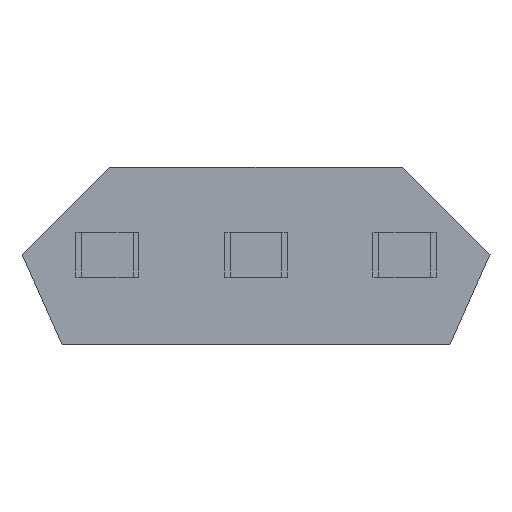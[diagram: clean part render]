
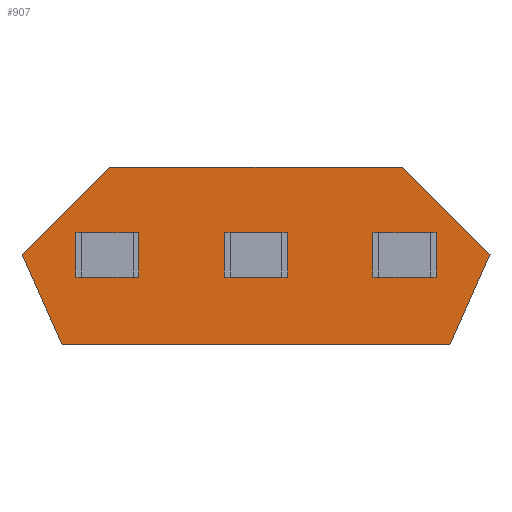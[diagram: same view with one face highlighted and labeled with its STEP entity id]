
A CAD part, front view. The second image highlights one B-rep face of the part: STEP entity #907.
In plain terms, the highlighted planar face has unit normal (0, -1, 0).
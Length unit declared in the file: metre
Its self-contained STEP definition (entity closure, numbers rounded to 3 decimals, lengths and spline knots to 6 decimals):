
#198=ORIENTED_EDGE('',*,*,#332,.F.);
#199=ORIENTED_EDGE('',*,*,#384,.F.);
#200=ORIENTED_EDGE('',*,*,#329,.F.);
#201=ORIENTED_EDGE('',*,*,#385,.F.);
#202=ORIENTED_EDGE('',*,*,#346,.F.);
#203=ORIENTED_EDGE('',*,*,#386,.F.);
#204=ORIENTED_EDGE('',*,*,#343,.F.);
#205=ORIENTED_EDGE('',*,*,#387,.F.);
#206=ORIENTED_EDGE('',*,*,#388,.F.);
#207=ORIENTED_EDGE('',*,*,#359,.F.);
#208=ORIENTED_EDGE('',*,*,#389,.F.);
#209=ORIENTED_EDGE('',*,*,#354,.F.);
#210=ORIENTED_EDGE('',*,*,#383,.F.);
#211=ORIENTED_EDGE('',*,*,#381,.F.);
#212=ORIENTED_EDGE('',*,*,#379,.F.);
#213=ORIENTED_EDGE('',*,*,#377,.F.);
#214=ORIENTED_EDGE('',*,*,#375,.F.);
#215=ORIENTED_EDGE('',*,*,#373,.F.);
#329=EDGE_CURVE('',#441,#438,#539,.T.);
#332=EDGE_CURVE('',#443,#444,#542,.T.);
#343=EDGE_CURVE('',#449,#446,#553,.T.);
#346=EDGE_CURVE('',#451,#452,#556,.T.);
#354=EDGE_CURVE('',#455,#456,#564,.T.);
#359=EDGE_CURVE('',#458,#459,#569,.T.);
#373=EDGE_CURVE('',#468,#469,#583,.T.);
#375=EDGE_CURVE('',#469,#470,#585,.T.);
#377=EDGE_CURVE('',#470,#471,#587,.T.);
#379=EDGE_CURVE('',#471,#472,#589,.T.);
#381=EDGE_CURVE('',#472,#473,#591,.T.);
#383=EDGE_CURVE('',#473,#468,#593,.T.);
#384=EDGE_CURVE('',#438,#443,#594,.T.);
#385=EDGE_CURVE('',#444,#441,#595,.T.);
#386=EDGE_CURVE('',#446,#451,#596,.T.);
#387=EDGE_CURVE('',#452,#449,#597,.T.);
#388=EDGE_CURVE('',#459,#455,#598,.T.);
#389=EDGE_CURVE('',#456,#458,#599,.T.);
#438=VERTEX_POINT('',#1331);
#441=VERTEX_POINT('',#1338);
#443=VERTEX_POINT('',#1344);
#444=VERTEX_POINT('',#1346);
#446=VERTEX_POINT('',#1356);
#449=VERTEX_POINT('',#1363);
#451=VERTEX_POINT('',#1369);
#452=VERTEX_POINT('',#1371);
#455=VERTEX_POINT('',#1383);
#456=VERTEX_POINT('',#1385);
#458=VERTEX_POINT('',#1392);
#459=VERTEX_POINT('',#1394);
#468=VERTEX_POINT('',#1419);
#469=VERTEX_POINT('',#1421);
#470=VERTEX_POINT('',#1425);
#471=VERTEX_POINT('',#1429);
#472=VERTEX_POINT('',#1433);
#473=VERTEX_POINT('',#1437);
#539=LINE('',#1339,#665);
#542=LINE('',#1345,#668);
#553=LINE('',#1364,#679);
#556=LINE('',#1370,#682);
#564=LINE('',#1384,#690);
#569=LINE('',#1393,#695);
#583=LINE('',#1420,#709);
#585=LINE('',#1424,#711);
#587=LINE('',#1428,#713);
#589=LINE('',#1432,#715);
#591=LINE('',#1436,#717);
#593=LINE('',#1440,#719);
#594=LINE('',#1442,#720);
#595=LINE('',#1443,#721);
#596=LINE('',#1444,#722);
#597=LINE('',#1445,#723);
#598=LINE('',#1446,#724);
#599=LINE('',#1447,#725);
#665=VECTOR('',#1085,1.);
#668=VECTOR('',#1090,1.);
#679=VECTOR('',#1105,1.);
#682=VECTOR('',#1110,1.);
#690=VECTOR('',#1122,1.);
#695=VECTOR('',#1129,1.);
#709=VECTOR('',#1149,1.);
#711=VECTOR('',#1153,1.);
#713=VECTOR('',#1157,1.);
#715=VECTOR('',#1161,1.);
#717=VECTOR('',#1165,1.);
#719=VECTOR('',#1169,1.);
#720=VECTOR('',#1172,1.);
#721=VECTOR('',#1173,1.);
#722=VECTOR('',#1174,1.);
#723=VECTOR('',#1175,1.);
#724=VECTOR('',#1176,1.);
#725=VECTOR('',#1177,1.);
#760=EDGE_LOOP('',(#198,#199,#200,#201));
#761=EDGE_LOOP('',(#202,#203,#204,#205));
#762=EDGE_LOOP('',(#206,#207,#208,#209));
#763=EDGE_LOOP('',(#210,#211,#212,#213,#214,#215));
#810=FACE_BOUND('',#760,.T.);
#811=FACE_BOUND('',#761,.T.);
#812=FACE_BOUND('',#762,.T.);
#813=FACE_BOUND('',#763,.T.);
#860=PLANE('',#967);
#907=ADVANCED_FACE('',(#810,#811,#812,#813),#860,.T.);
#967=AXIS2_PLACEMENT_3D('',#1441,#1170,#1171);
#1085=DIRECTION('',(1.,0.,0.));
#1090=DIRECTION('',(-1.,0.,0.));
#1105=DIRECTION('',(1.,0.,0.));
#1110=DIRECTION('',(-1.,0.,0.));
#1122=DIRECTION('',(1.,0.,0.));
#1129=DIRECTION('',(-1.,0.,0.));
#1149=DIRECTION('',(0.707,0.,0.707));
#1153=DIRECTION('',(1.,0.,0.));
#1157=DIRECTION('',(0.707,0.,-0.707));
#1161=DIRECTION('',(-0.407,0.,-0.914));
#1165=DIRECTION('',(-1.,0.,0.));
#1169=DIRECTION('',(-0.407,0.,0.914));
#1170=DIRECTION('',(0.,-1.,0.));
#1171=DIRECTION('',(0.,0.,-1.));
#1172=DIRECTION('',(0.,0.,1.));
#1173=DIRECTION('',(0.,0.,-1.));
#1174=DIRECTION('',(0.,0.,1.));
#1175=DIRECTION('',(0.,0.,-1.));
#1176=DIRECTION('',(0.,0.,-1.));
#1177=DIRECTION('',(0.,0.,1.));
#1331=CARTESIAN_POINT('',(-0.00105,-0.003,-0.00094));
#1338=CARTESIAN_POINT('',(-0.00149,-0.003,-0.00094));
#1339=CARTESIAN_POINT('',(-0.00149,-0.003,-0.00094));
#1344=CARTESIAN_POINT('',(-0.00105,-0.003,-0.00056));
#1345=CARTESIAN_POINT('',(-0.00149,-0.003,-0.00056));
#1346=CARTESIAN_POINT('',(-0.00149,-0.003,-0.00056));
#1356=CARTESIAN_POINT('',(0.00149,-0.003,-0.00094));
#1363=CARTESIAN_POINT('',(0.00105,-0.003,-0.00094));
#1364=CARTESIAN_POINT('',(0.00105,-0.003,-0.00094));
#1369=CARTESIAN_POINT('',(0.00149,-0.003,-0.00056));
#1370=CARTESIAN_POINT('',(0.00105,-0.003,-0.00056));
#1371=CARTESIAN_POINT('',(0.00105,-0.003,-0.00056));
#1383=CARTESIAN_POINT('',(-0.00022,-0.003,-0.00094));
#1384=CARTESIAN_POINT('',(-0.00022,-0.003,-0.00094));
#1385=CARTESIAN_POINT('',(0.00022,-0.003,-0.00094));
#1392=CARTESIAN_POINT('',(0.00022,-0.003,-0.00056));
#1393=CARTESIAN_POINT('',(-0.00022,-0.003,-0.00056));
#1394=CARTESIAN_POINT('',(-0.00022,-0.003,-0.00056));
#1419=CARTESIAN_POINT('',(-0.002,-0.003,-0.00075));
#1420=CARTESIAN_POINT('',(-0.002,-0.003,-0.00075));
#1421=CARTESIAN_POINT('',(-0.00125,-0.003,0.));
#1424=CARTESIAN_POINT('',(-0.00125,-0.003,0.));
#1425=CARTESIAN_POINT('',(0.00125,-0.003,0.));
#1428=CARTESIAN_POINT('',(0.00125,-0.003,0.));
#1429=CARTESIAN_POINT('',(0.002,-0.003,-0.00075));
#1432=CARTESIAN_POINT('',(0.001657,-0.003,-0.00152));
#1433=CARTESIAN_POINT('',(0.001657,-0.003,-0.00152));
#1436=CARTESIAN_POINT('',(-0.001657,-0.003,-0.00152));
#1437=CARTESIAN_POINT('',(-0.001657,-0.003,-0.00152));
#1440=CARTESIAN_POINT('',(-0.002,-0.003,-0.00075));
#1441=CARTESIAN_POINT('',(0.,-0.003,0.));
#1442=CARTESIAN_POINT('',(-0.00105,-0.003,-0.00056));
#1443=CARTESIAN_POINT('',(-0.00149,-0.003,-0.00056));
#1444=CARTESIAN_POINT('',(0.00149,-0.003,-0.00056));
#1445=CARTESIAN_POINT('',(0.00105,-0.003,-0.00056));
#1446=CARTESIAN_POINT('',(-0.00022,-0.003,-0.00056));
#1447=CARTESIAN_POINT('',(0.00022,-0.003,-0.00056));
